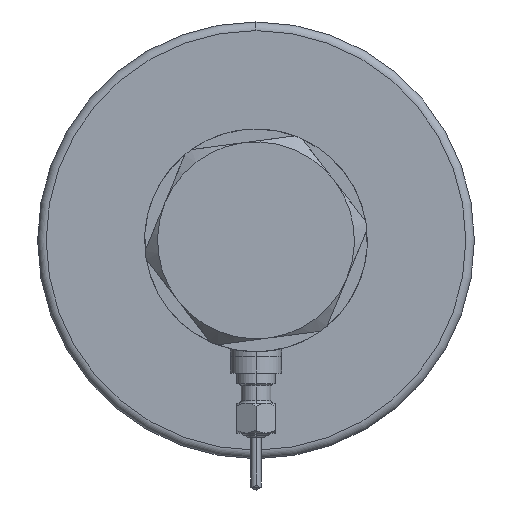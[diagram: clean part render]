
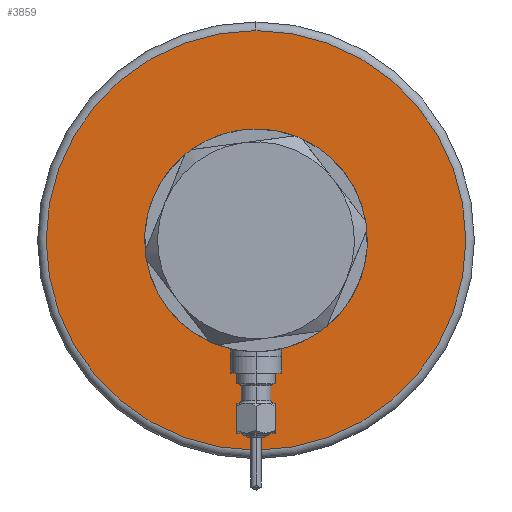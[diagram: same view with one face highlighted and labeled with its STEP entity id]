
A CAD part, left-side view. The second image highlights one B-rep face of the part: STEP entity #3859.
In plain terms, the highlighted face is planar.
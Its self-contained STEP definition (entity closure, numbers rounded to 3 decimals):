
#66 = VERTEX_POINT ( 'NONE', #3072 ) ;
#84 = CARTESIAN_POINT ( 'NONE',  ( -49., 0., 0. ) ) ;
#580 = ORIENTED_EDGE ( 'NONE', *, *, #3324, .T. ) ;
#589 = CARTESIAN_POINT ( 'NONE',  ( 49., 0., 0. ) ) ;
#684 = EDGE_CURVE ( 'NONE', #1574, #5429, #5036, .T. ) ;
#1288 = DIRECTION ( 'NONE',  ( 0., 0., -1. ) ) ;
#1574 = VERTEX_POINT ( 'NONE', #84 ) ;
#1761 = PLANE ( 'NONE',  #5667 ) ;
#1795 = EDGE_LOOP ( 'NONE', ( #580, #2539 ) ) ;
#2041 = EDGE_CURVE ( 'NONE', #66, #2658, #5272, .T. ) ;
#2091 = AXIS2_PLACEMENT_3D ( 'NONE', #7134, #6034, #4420 ) ;
#2231 = AXIS2_PLACEMENT_3D ( 'NONE', #5187, #2376, #6884 ) ;
#2376 = DIRECTION ( 'NONE',  ( 0., 0., 1. ) ) ;
#2438 = AXIS2_PLACEMENT_3D ( 'NONE', #4080, #1288, #3006 ) ;
#2539 = ORIENTED_EDGE ( 'NONE', *, *, #684, .T. ) ;
#2658 = VERTEX_POINT ( 'NONE', #4538 ) ;
#2870 = EDGE_LOOP ( 'NONE', ( #6510, #3579 ) ) ;
#2935 = DIRECTION ( 'NONE',  ( 1., 0., 0. ) ) ;
#3006 = DIRECTION ( 'NONE',  ( 1., 0., 0. ) ) ;
#3072 = CARTESIAN_POINT ( 'NONE',  ( -20., 0., 0. ) ) ;
#3324 = EDGE_CURVE ( 'NONE', #5429, #1574, #3635, .T. ) ;
#3351 = DIRECTION ( 'NONE',  ( 1., 0., 0. ) ) ;
#3433 = DIRECTION ( 'NONE',  ( 0., 0., -1. ) ) ;
#3579 = ORIENTED_EDGE ( 'NONE', *, *, #2041, .T. ) ;
#3635 = CIRCLE ( 'NONE', #4806, 49. ) ;
#3859 = ADVANCED_FACE ( 'NONE', ( #6813, #6226 ), #1761, .F. ) ;
#3889 = EDGE_CURVE ( 'NONE', #2658, #66, #5435, .T. ) ;
#4003 = DIRECTION ( 'NONE',  ( 0., 0., 1. ) ) ;
#4080 = CARTESIAN_POINT ( 'NONE',  ( 0., 0., 0. ) ) ;
#4417 = CARTESIAN_POINT ( 'NONE',  ( 0., 0., 0. ) ) ;
#4420 = DIRECTION ( 'NONE',  ( 1., 0., 0. ) ) ;
#4538 = CARTESIAN_POINT ( 'NONE',  ( 20., 0., 0. ) ) ;
#4806 = AXIS2_PLACEMENT_3D ( 'NONE', #4417, #3433, #3351 ) ;
#5036 = CIRCLE ( 'NONE', #2438, 49. ) ;
#5187 = CARTESIAN_POINT ( 'NONE',  ( 0., 0., 0. ) ) ;
#5272 = CIRCLE ( 'NONE', #2091, 20. ) ;
#5429 = VERTEX_POINT ( 'NONE', #589 ) ;
#5435 = CIRCLE ( 'NONE', #2231, 20. ) ;
#5667 = AXIS2_PLACEMENT_3D ( 'NONE', #6850, #4003, #2935 ) ;
#6034 = DIRECTION ( 'NONE',  ( 0., 0., 1. ) ) ;
#6226 = FACE_BOUND ( 'NONE', #2870, .T. ) ;
#6510 = ORIENTED_EDGE ( 'NONE', *, *, #3889, .T. ) ;
#6813 = FACE_OUTER_BOUND ( 'NONE', #1795, .T. ) ;
#6850 = CARTESIAN_POINT ( 'NONE',  ( 0., 0., 0. ) ) ;
#6884 = DIRECTION ( 'NONE',  ( 1., 0., 0. ) ) ;
#7134 = CARTESIAN_POINT ( 'NONE',  ( 0., 0., 0. ) ) ;
